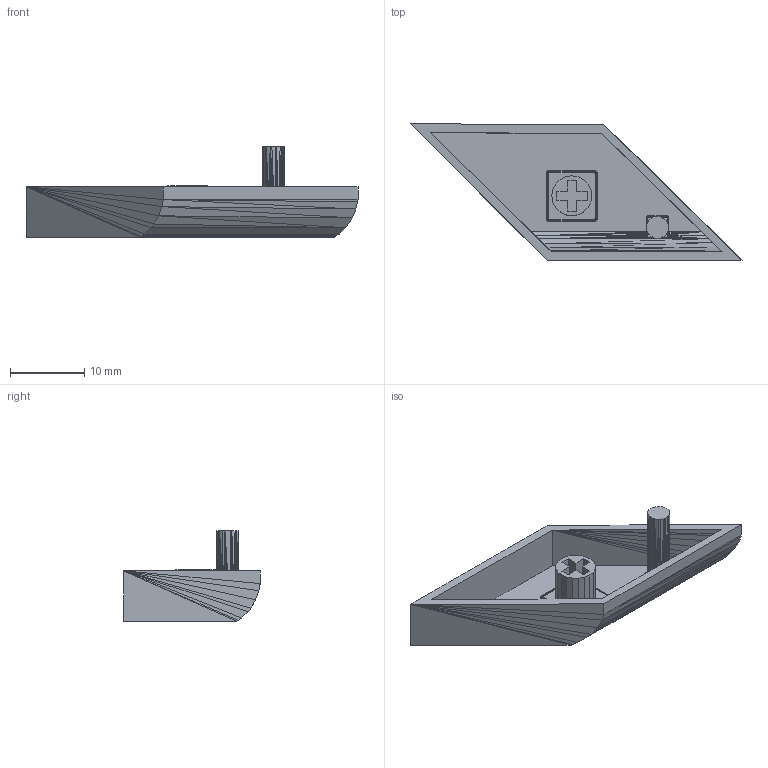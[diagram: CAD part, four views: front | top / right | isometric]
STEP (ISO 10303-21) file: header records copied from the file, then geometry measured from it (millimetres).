
FILE_DESCRIPTION(('FreeCAD Model'),'2;1');
FILE_NAME('Open CASCADE Shape Model','2022-02-24T12:49:45',('Author'),( ''),'Open CASCADE STEP processor 7.5','FreeCAD','Unknown');
FILE_SCHEMA(('AUTOMOTIVE_DESIGN { 1 0 10303 214 1 1 1 1 }'));
Length unit declared in the file: millimetre
Products named in the file (1): 3DObject
Bounding box: 44.82 x 18.4 x 12.2 mm (x, y, z)
Volume: 1256.4 mm3; surface area: 2389.4 mm2
Topology: 1 solids, 1 shells, 2364 faces, 3868 edges, 1510 vertices
Faces by surface type: plane 2364
Entity records: 49046 total; most frequent: DIRECTION 8598, CARTESIAN_POINT 7743, ORIENTED_EDGE 7736, EDGE_CURVE 3868, LINE 3868, VECTOR 3868, FACE_BOUND 2368, EDGE_LOOP 2368
